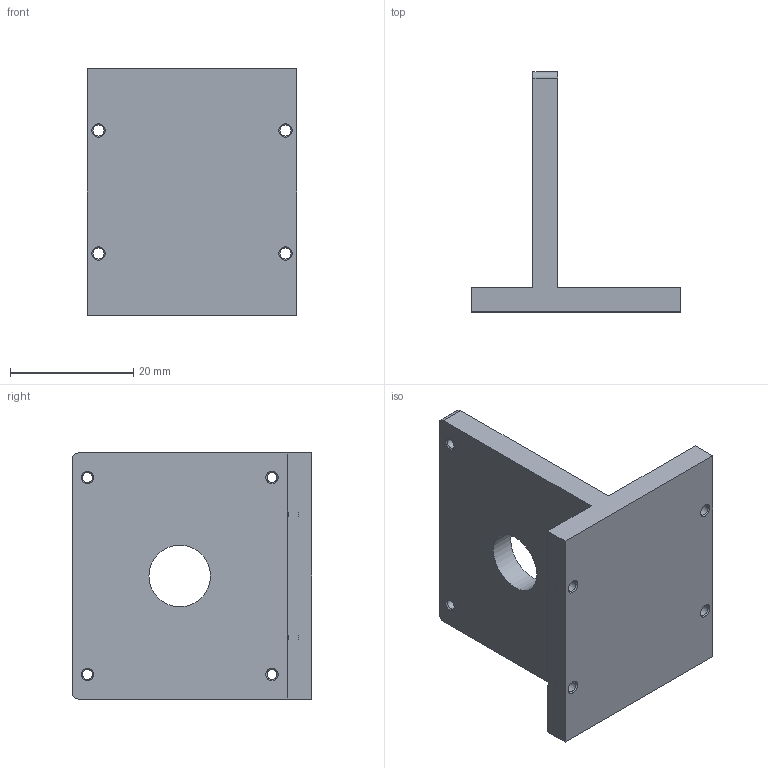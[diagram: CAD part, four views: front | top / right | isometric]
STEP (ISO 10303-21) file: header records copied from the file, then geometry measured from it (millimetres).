
FILE_DESCRIPTION(/* description */ (''),/* implementation_level */ '2;1');
FILE_NAME(/* name */ 'T-stuk.stp',/* time_stamp */ '2021-07-14T10:07:13+02:00',/* author */ (''),/* organization */ (''),/* preprocessor_version */ 'ST-DEVELOPER v16',/* originating_system */ 'SIEMENS PLM Software NX 10.0',/* authorisation */ '');
FILE_SCHEMA (('AUTOMOTIVE_DESIGN { 1 0 10303 214 3 1 1 1 }'));
Length unit declared in the file: millimetre
Products named in the file (1): T-stuk
Bounding box: 34 x 39 x 40 mm (x, y, z)
Volume: 10597.2 mm3; surface area: 6513.9 mm2
Topology: 1 solids, 1 shells, 49 faces, 138 edges, 91 vertices
Faces by surface type: cone 20, cylinder 15, plane 14
Full cylindrical faces by diameter (mm): 1.6 x4, 1.8 x4, 3.5 x4, 10 x1
Entity records: 1320 total; most frequent: DIRECTION 230, CARTESIAN_POINT 228, ORIENTED_EDGE 168, EDGE_LOOP 100, AXIS2_PLACEMENT_3D 100, FACE_BOUND 91, EDGE_CURVE 84, VERTEX_POINT 70
